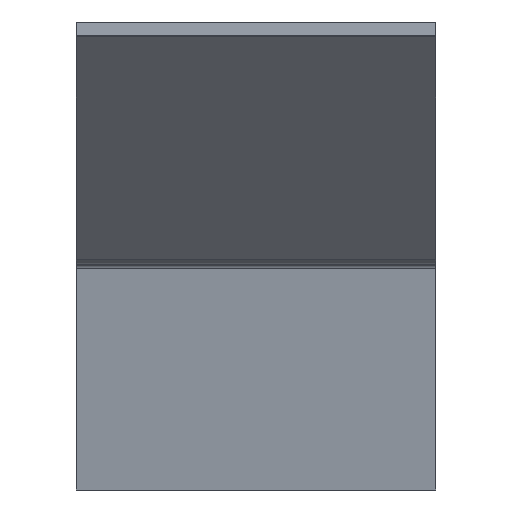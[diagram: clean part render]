
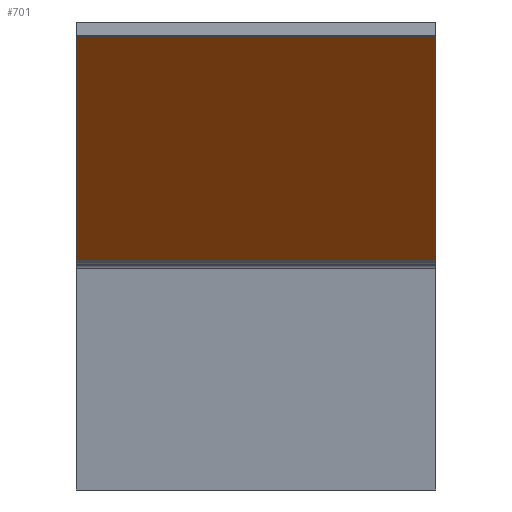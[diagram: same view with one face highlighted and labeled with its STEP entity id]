
A CAD part, left-side view. The second image highlights one B-rep face of the part: STEP entity #701.
In plain terms, the highlighted planar face has unit normal (-0.707, 0, -0.707).
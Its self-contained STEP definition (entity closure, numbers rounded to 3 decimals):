
#172 = VERTEX_POINT('',#173);
#173 = CARTESIAN_POINT('',(-52.326,79.912,50.669));
#188 = CYLINDRICAL_SURFACE('',#189,1.);
#189 = AXIS2_PLACEMENT_3D('',#190,#191,#192);
#190 = CARTESIAN_POINT('',(-53.033,79.912,49.962));
#191 = DIRECTION('',(0.,-1.,0.));
#192 = DIRECTION('',(0.707,0.,0.707));
#214 = PLANE('',#215);
#215 = AXIS2_PLACEMENT_3D('',#216,#217,#218);
#216 = CARTESIAN_POINT('',(-2.828,79.912,1.172));
#217 = DIRECTION('',(0.,-1.,0.));
#218 = DIRECTION('',(-0.707,0.,0.707));
#465 = VERTEX_POINT('',#466);
#466 = CARTESIAN_POINT('',(-52.326,0.,50.669));
#488 = EDGE_CURVE('',#172,#465,#489,.T.);
#489 = SURFACE_CURVE('',#490,(#494,#500),.PCURVE_S1.);
#490 = LINE('',#491,#492);
#491 = CARTESIAN_POINT('',(-52.326,79.912,50.669));
#492 = VECTOR('',#493,1.);
#493 = DIRECTION('',(0.,-1.,0.));
#494 = PCURVE('',#188,#495);
#495 = DEFINITIONAL_REPRESENTATION('',(#496),#499);
#496 = B_SPLINE_CURVE_WITH_KNOTS('',1,(#497,#498),.UNSPECIFIED.,.F.,.F.,
  (2,2),(0.,79.912),.PIECEWISE_BEZIER_KNOTS.);
#497 = CARTESIAN_POINT('',(0.,0.));
#498 = CARTESIAN_POINT('',(0.,79.912));
#499 = ( GEOMETRIC_REPRESENTATION_CONTEXT(2) 
PARAMETRIC_REPRESENTATION_CONTEXT() REPRESENTATION_CONTEXT('2D SPACE',''
  ) );
#500 = PCURVE('',#501,#506);
#501 = PLANE('',#502);
#502 = AXIS2_PLACEMENT_3D('',#503,#504,#505);
#503 = CARTESIAN_POINT('',(-27.577,39.956,25.92));
#504 = DIRECTION('',(0.707,0.,0.707));
#505 = DIRECTION('',(0.707,0.,-0.707));
#506 = DEFINITIONAL_REPRESENTATION('',(#507),#511);
#507 = LINE('',#508,#509);
#508 = CARTESIAN_POINT('',(-35.,39.956));
#509 = VECTOR('',#510,1.);
#510 = DIRECTION('',(0.,-1.));
#511 = ( GEOMETRIC_REPRESENTATION_CONTEXT(2) 
PARAMETRIC_REPRESENTATION_CONTEXT() REPRESENTATION_CONTEXT('2D SPACE',''
  ) );
#517 = VERTEX_POINT('',#518);
#518 = CARTESIAN_POINT('',(-2.828,79.912,1.172));
#568 = EDGE_CURVE('',#517,#172,#569,.T.);
#569 = SURFACE_CURVE('',#570,(#574,#581),.PCURVE_S1.);
#570 = LINE('',#571,#572);
#571 = CARTESIAN_POINT('',(-2.828,79.912,1.172));
#572 = VECTOR('',#573,1.);
#573 = DIRECTION('',(-0.707,0.,0.707));
#574 = PCURVE('',#214,#575);
#575 = DEFINITIONAL_REPRESENTATION('',(#576),#580);
#576 = LINE('',#577,#578);
#577 = CARTESIAN_POINT('',(0.,-0.));
#578 = VECTOR('',#579,1.);
#579 = DIRECTION('',(1.,0.));
#580 = ( GEOMETRIC_REPRESENTATION_CONTEXT(2) 
PARAMETRIC_REPRESENTATION_CONTEXT() REPRESENTATION_CONTEXT('2D SPACE',''
  ) );
#581 = PCURVE('',#501,#582);
#582 = DEFINITIONAL_REPRESENTATION('',(#583),#587);
#583 = LINE('',#584,#585);
#584 = CARTESIAN_POINT('',(35.,39.956));
#585 = VECTOR('',#586,1.);
#586 = DIRECTION('',(-1.,0.));
#587 = ( GEOMETRIC_REPRESENTATION_CONTEXT(2) 
PARAMETRIC_REPRESENTATION_CONTEXT() REPRESENTATION_CONTEXT('2D SPACE',''
  ) );
#636 = PLANE('',#637);
#637 = AXIS2_PLACEMENT_3D('',#638,#639,#640);
#638 = CARTESIAN_POINT('',(-52.326,0.,50.669));
#639 = DIRECTION('',(0.,1.,0.));
#640 = DIRECTION('',(0.707,0.,-0.707));
#701 = ADVANCED_FACE('',(#702),#501,.F.);
#702 = FACE_BOUND('',#703,.F.);
#703 = EDGE_LOOP('',(#704,#732,#733,#734));
#704 = ORIENTED_EDGE('',*,*,#705,.T.);
#705 = EDGE_CURVE('',#706,#517,#708,.T.);
#706 = VERTEX_POINT('',#707);
#707 = CARTESIAN_POINT('',(-2.828,0.,1.172));
#708 = SURFACE_CURVE('',#709,(#713,#720),.PCURVE_S1.);
#709 = LINE('',#710,#711);
#710 = CARTESIAN_POINT('',(-2.828,0.,1.172));
#711 = VECTOR('',#712,1.);
#712 = DIRECTION('',(0.,1.,0.));
#713 = PCURVE('',#501,#714);
#714 = DEFINITIONAL_REPRESENTATION('',(#715),#719);
#715 = LINE('',#716,#717);
#716 = CARTESIAN_POINT('',(35.,-39.956));
#717 = VECTOR('',#718,1.);
#718 = DIRECTION('',(0.,1.));
#719 = ( GEOMETRIC_REPRESENTATION_CONTEXT(2) 
PARAMETRIC_REPRESENTATION_CONTEXT() REPRESENTATION_CONTEXT('2D SPACE',''
  ) );
#720 = PCURVE('',#721,#726);
#721 = CYLINDRICAL_SURFACE('',#722,4.);
#722 = AXIS2_PLACEMENT_3D('',#723,#724,#725);
#723 = CARTESIAN_POINT('',(0.,0.,4.));
#724 = DIRECTION('',(0.,1.,0.));
#725 = DIRECTION('',(0.,0.,-1.));
#726 = DEFINITIONAL_REPRESENTATION('',(#727),#731);
#727 = LINE('',#728,#729);
#728 = CARTESIAN_POINT('',(0.785,0.));
#729 = VECTOR('',#730,1.);
#730 = DIRECTION('',(0.,1.));
#731 = ( GEOMETRIC_REPRESENTATION_CONTEXT(2) 
PARAMETRIC_REPRESENTATION_CONTEXT() REPRESENTATION_CONTEXT('2D SPACE',''
  ) );
#732 = ORIENTED_EDGE('',*,*,#568,.T.);
#733 = ORIENTED_EDGE('',*,*,#488,.T.);
#734 = ORIENTED_EDGE('',*,*,#735,.T.);
#735 = EDGE_CURVE('',#465,#706,#736,.T.);
#736 = SURFACE_CURVE('',#737,(#741,#748),.PCURVE_S1.);
#737 = LINE('',#738,#739);
#738 = CARTESIAN_POINT('',(-52.326,0.,50.669));
#739 = VECTOR('',#740,1.);
#740 = DIRECTION('',(0.707,0.,-0.707));
#741 = PCURVE('',#501,#742);
#742 = DEFINITIONAL_REPRESENTATION('',(#743),#747);
#743 = LINE('',#744,#745);
#744 = CARTESIAN_POINT('',(-35.,-39.956));
#745 = VECTOR('',#746,1.);
#746 = DIRECTION('',(1.,0.));
#747 = ( GEOMETRIC_REPRESENTATION_CONTEXT(2) 
PARAMETRIC_REPRESENTATION_CONTEXT() REPRESENTATION_CONTEXT('2D SPACE',''
  ) );
#748 = PCURVE('',#636,#749);
#749 = DEFINITIONAL_REPRESENTATION('',(#750),#754);
#750 = LINE('',#751,#752);
#751 = CARTESIAN_POINT('',(0.,0.));
#752 = VECTOR('',#753,1.);
#753 = DIRECTION('',(1.,0.));
#754 = ( GEOMETRIC_REPRESENTATION_CONTEXT(2) 
PARAMETRIC_REPRESENTATION_CONTEXT() REPRESENTATION_CONTEXT('2D SPACE',''
  ) );
